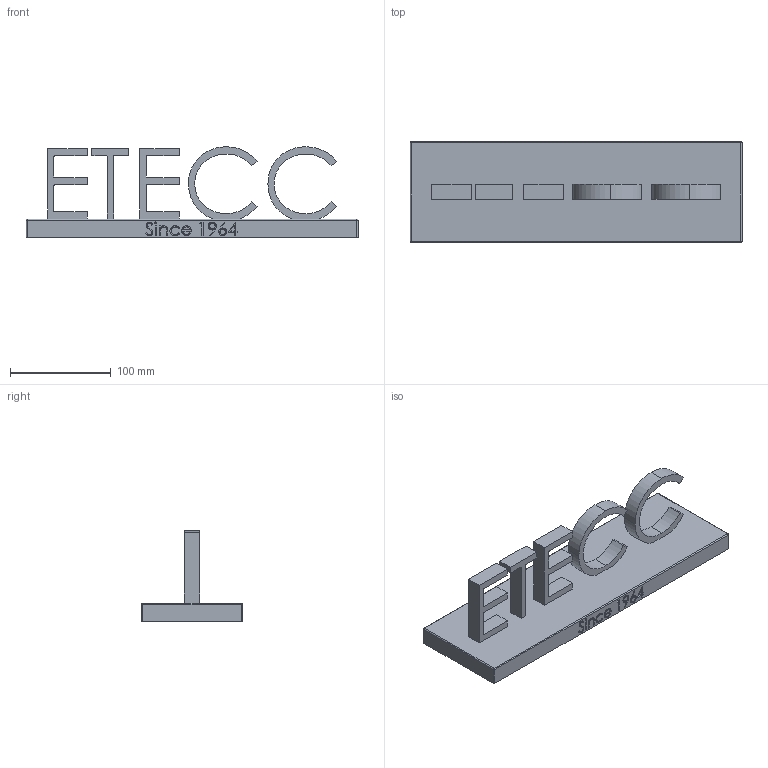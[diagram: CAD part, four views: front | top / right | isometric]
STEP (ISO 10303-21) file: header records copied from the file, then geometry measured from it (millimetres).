
FILE_DESCRIPTION (( 'STEP AP214' ), '1' );
FILE_NAME ('Assemblage1.STEP', '2020-06-10T09:09:52', ( '' ), ( '' ), 'SwSTEP 2.0', 'SolidWorks 2017', '' );
FILE_SCHEMA (( 'AUTOMOTIVE_DESIGN' ));
Length unit declared in the file: millimetre
Products named in the file (3): Lettres; Assemblage1; plateau
Assembly tree (2 placements, depth 2):
  Assemblage1
    plateau
    Lettres
Bounding box: 330 x 100 x 89.79 mm (x, y, z)
Volume: 671796.9 mm3; surface area: 117853.3 mm2
Topology: 6 solids, 6 shells, 249 faces, 636 edges, 414 vertices
Faces by surface type: plane 117, bspline 80, cylinder 38, cone 10, sphere 4
Entity records: 11538 total; most frequent: CARTESIAN_POINT 5836, ORIENTED_EDGE 1264, DIRECTION 906, EDGE_CURVE 632, VERTEX_POINT 414, LINE 386, VECTOR 386, EDGE_LOOP 278
